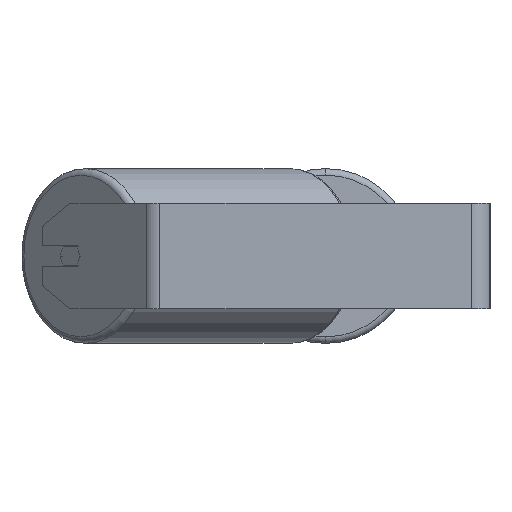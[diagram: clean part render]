
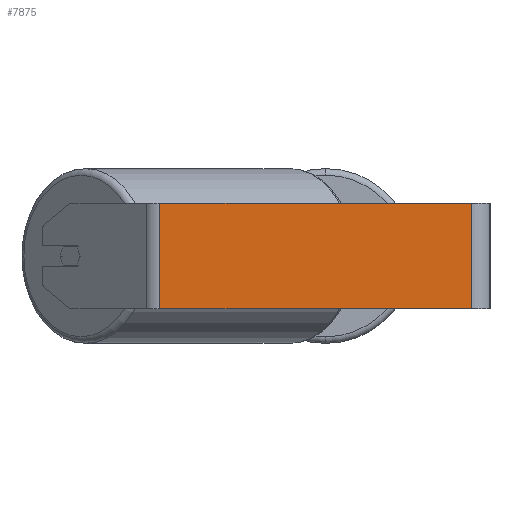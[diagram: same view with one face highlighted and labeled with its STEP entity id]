
A CAD part, left-side view. The second image highlights one B-rep face of the part: STEP entity #7875.
In plain terms, the highlighted planar face has unit normal (-1, 0, 0).
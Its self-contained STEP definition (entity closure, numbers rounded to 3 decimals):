
#305 = DIRECTION ( 'NONE',  ( 0., 0., -1. ) ) ;
#322 = EDGE_CURVE ( 'NONE', #7358, #8274, #1050, .T. ) ;
#458 = DIRECTION ( 'NONE',  ( 0., 0., -1. ) ) ;
#541 = AXIS2_PLACEMENT_3D ( 'NONE', #3029, #7490, #305 ) ;
#772 = EDGE_CURVE ( 'NONE', #8333, #7358, #7242, .T. ) ;
#1050 = LINE ( 'NONE', #2451, #8714 ) ;
#1076 = CARTESIAN_POINT ( 'NONE',  ( -400., 14., 40. ) ) ;
#1835 = VERTEX_POINT ( 'NONE', #1076 ) ;
#2238 = VECTOR ( 'NONE', #4009, 1000. ) ;
#2319 = FACE_OUTER_BOUND ( 'NONE', #7280, .T. ) ;
#2451 = CARTESIAN_POINT ( 'NONE',  ( -400., 257.11, -40. ) ) ;
#2544 = ORIENTED_EDGE ( 'NONE', *, *, #3551, .F. ) ;
#2581 = CARTESIAN_POINT ( 'NONE',  ( -400., 257.11, 40. ) ) ;
#2750 = VECTOR ( 'NONE', #458, 1000. ) ;
#2841 = CARTESIAN_POINT ( 'NONE',  ( -400., 251.311, 40. ) ) ;
#2865 = ORIENTED_EDGE ( 'NONE', *, *, #3185, .F. ) ;
#3029 = CARTESIAN_POINT ( 'NONE',  ( -400., 257.11, 40. ) ) ;
#3185 = EDGE_CURVE ( 'NONE', #8333, #1835, #6629, .T. ) ;
#3192 = LINE ( 'NONE', #6032, #2238 ) ;
#3551 = EDGE_CURVE ( 'NONE', #1835, #8274, #3192, .T. ) ;
#4009 = DIRECTION ( 'NONE',  ( 0., 0., -1. ) ) ;
#5065 = ORIENTED_EDGE ( 'NONE', *, *, #772, .T. ) ;
#5073 = PLANE ( 'NONE',  #541 ) ;
#6032 = CARTESIAN_POINT ( 'NONE',  ( -400., 14., 40. ) ) ;
#6410 = DIRECTION ( 'NONE',  ( 0., -1., 0. ) ) ;
#6521 = CARTESIAN_POINT ( 'NONE',  ( -400., 251.311, 40. ) ) ;
#6629 = LINE ( 'NONE', #2581, #8061 ) ;
#6717 = DIRECTION ( 'NONE',  ( 0., -1., 0. ) ) ;
#7067 = CARTESIAN_POINT ( 'NONE',  ( -400., 14., -40. ) ) ;
#7242 = LINE ( 'NONE', #6521, #2750 ) ;
#7280 = EDGE_LOOP ( 'NONE', ( #7314, #2544, #2865, #5065 ) ) ;
#7314 = ORIENTED_EDGE ( 'NONE', *, *, #322, .T. ) ;
#7358 = VERTEX_POINT ( 'NONE', #8658 ) ;
#7490 = DIRECTION ( 'NONE',  ( 1., 0., 0. ) ) ;
#7875 = ADVANCED_FACE ( 'NONE', ( #2319 ), #5073, .F. ) ;
#8061 = VECTOR ( 'NONE', #6717, 1000. ) ;
#8274 = VERTEX_POINT ( 'NONE', #7067 ) ;
#8333 = VERTEX_POINT ( 'NONE', #2841 ) ;
#8658 = CARTESIAN_POINT ( 'NONE',  ( -400., 251.311, -40. ) ) ;
#8714 = VECTOR ( 'NONE', #6410, 1000. ) ;
